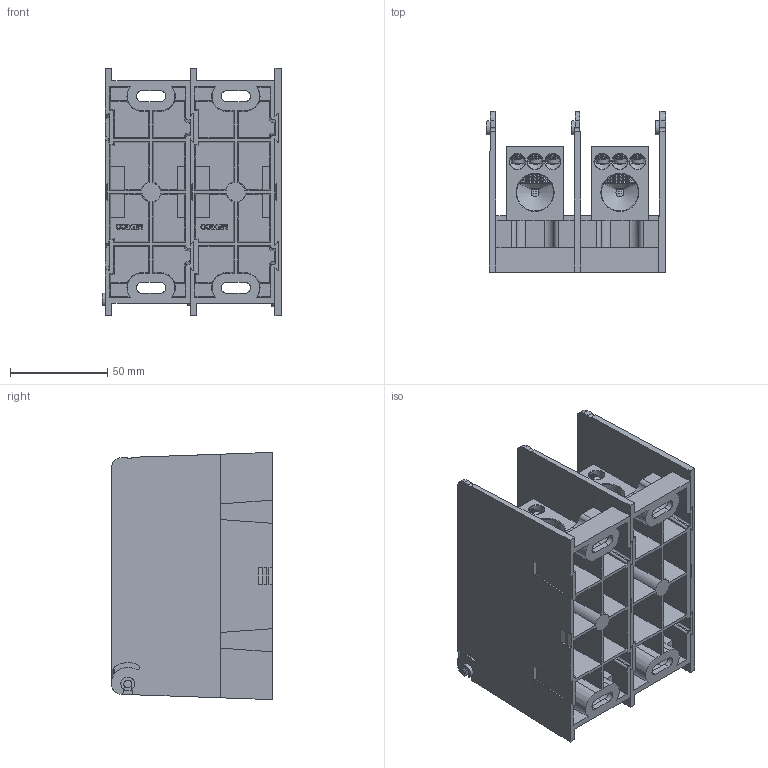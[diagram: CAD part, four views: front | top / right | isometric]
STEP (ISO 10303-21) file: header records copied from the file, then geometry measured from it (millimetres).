
FILE_DESCRIPTION (( 'STEP AP214' ), '1' );
FILE_NAME ('701904rev-2P.STEP', '2014-01-10T20:51:21', ( '' ), ( '' ), 'SwSTEP 2.0', 'SolidWorks 2013', '' );
FILE_SCHEMA (( 'AUTOMOTIVE_DESIGN' ));
Length unit declared in the file: inch
Products named in the file (18): 701904rev-2P_1_8; 701904rev-2P_1_17; 701904rev-2P; 701904rev-2P_1_9; 701904rev-2P_1; 701904rev-2P_1_13; 701904rev-2P_1_14; 701904rev-2P_1_4; 701904rev-2P_1_15; 701904rev-2P_1_7; 701904rev-2P_1_6; 701904rev-2P_1_11; 701904rev-2P_1_10; 701904rev-2P_1_2; 701904rev-2P_1_3; 701904rev-2P_1_12; 701904rev-2P_1_5; 701904rev-2P_1_16
Assembly tree (17 placements, depth 2):
  701904rev-2P
    701904rev-2P_1_17
    701904rev-2P_1_8
    701904rev-2P_1_16
    701904rev-2P_1_5
    701904rev-2P_1_12
    701904rev-2P_1_3
    701904rev-2P_1_2
    701904rev-2P_1_10
    701904rev-2P_1_11
    701904rev-2P_1_6
    701904rev-2P_1_7
    701904rev-2P_1_15
    701904rev-2P_1_4
    701904rev-2P_1_14
    701904rev-2P_1_13
    701904rev-2P_1
    701904rev-2P_1_9
Bounding box: 92.16 x 82.55 x 127.01 mm (x, y, z)
Surface area: 179623.5 mm2 (no closed solid volume)
Topology: 0 solids, 17 shells, 1263 faces, 3407 edges, 2217 vertices
Faces by surface type: plane 545, cone 334, cylinder 318, bspline 66
Full cylindrical faces by diameter (mm): 4.064 x1, 4.928 x2, 6.909 x8, 7.009 x24, 7.112 x1, 7.925 x24, 10.795 x2, 12.7 x2, 15.875 x2, 15.991 x22, 17.475 x18, 19.05 x4, 22.225 x2
Entity records: 79738 total; most frequent: CARTESIAN_POINT 35323, ORIENTED_EDGE 5688, DIRECTION 5092, EDGE_CURVE 2874, VERTEX_POINT 2018, AXIS2_PLACEMENT_3D 1777, EDGE_LOOP 1660, VECTOR 1538
